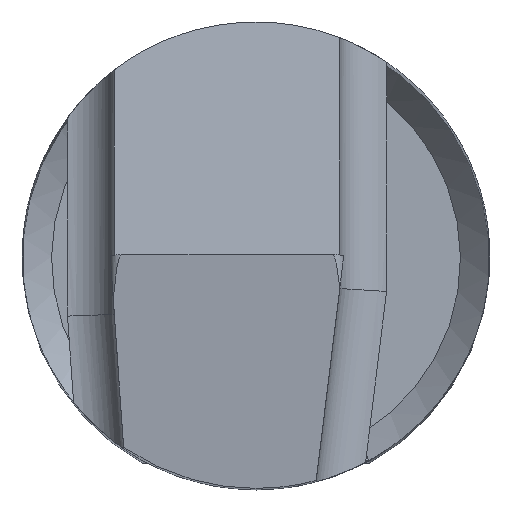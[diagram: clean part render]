
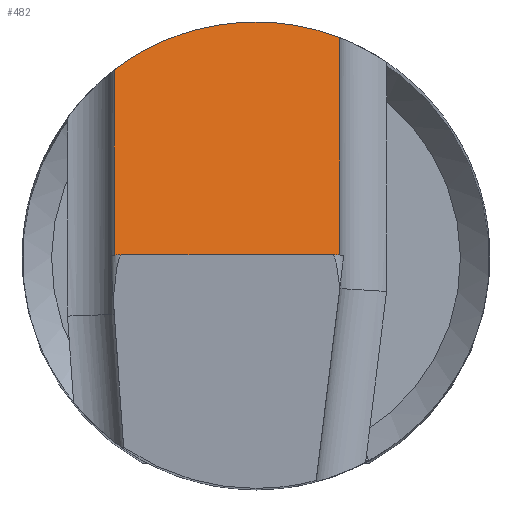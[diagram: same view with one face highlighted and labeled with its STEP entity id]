
A CAD part, top view. The second image highlights one B-rep face of the part: STEP entity #482.
In plain terms, the highlighted planar face has unit normal (0, 0.888, 0.46).
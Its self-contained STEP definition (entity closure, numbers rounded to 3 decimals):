
#190=EDGE_CURVE('NONE',#326,#440,#530,.T.);
#256=EDGE_CURVE('NONE',#368,#290,#602,.T.);
#280=VERTEX_POINT('NONE',#631);
#290=VERTEX_POINT('',#641);
#326=VERTEX_POINT('NONE',#679);
#352=EDGE_CURVE('NONE',#290,#440,#708,.T.);
#368=VERTEX_POINT('NONE',#726);
#436=EDGE_CURVE('NONE',#280,#326,#800,.T.);
#440=VERTEX_POINT('NONE',#804);
#482=ADVANCED_FACE('NONE',(#850),#851,.F.);
#502=EDGE_CURVE('NONE',#368,#280,#873,.T.);
#530=LINE('',#893,#894);
#602=(B_SPLINE_CURVE(3,(#1031,#1032,#1033,#1034),.UNSPECIFIED.,.F.,.F.)B_SPLINE_CURVE_WITH_KNOTS((4,4),(5.916,6.935),.UNSPECIFIED.)RATIONAL_B_SPLINE_CURVE((1.0,0.915,0.915,1.0))BOUNDED_CURVE()REPRESENTATION_ITEM('')GEOMETRIC_REPRESENTATION_ITEM()CURVE());
#631=CARTESIAN_POINT('',(1.435,-0.146,38.0));
#641=CARTESIAN_POINT('',(0.,4.,30.));
#679=CARTESIAN_POINT('',(-2.426,-0.146,38.0));
#708=(B_SPLINE_CURVE(3,(#1210,#1211,#1212,#1213),.UNSPECIFIED.,.F.,.F.)B_SPLINE_CURVE_WITH_KNOTS((4,4),(5.916,6.935),.UNSPECIFIED.)RATIONAL_B_SPLINE_CURVE((1.0,0.915,0.915,1.0))BOUNDED_CURVE()REPRESENTATION_ITEM('')GEOMETRIC_REPRESENTATION_ITEM()CURVE());
#726=CARTESIAN_POINT('',(1.435,3.734,30.514));
#800=LINE('',#1380,#1381);
#804=CARTESIAN_POINT('',(-2.426,3.18,31.582));
#850=FACE_OUTER_BOUND('',#1467,.T.);
#851=PLANE('',#1468);
#873=LINE('',#1509,#1510);
#893=CARTESIAN_POINT('',(-2.426,-3.699,44.857));
#894=VECTOR('',#1531,1000.0);
#1031=CARTESIAN_POINT('',(1.435,3.734,30.514));
#1032=CARTESIAN_POINT('',(0.109,4.243,29.531));
#1033=CARTESIAN_POINT('',(-1.297,4.042,29.919));
#1034=CARTESIAN_POINT('',(-2.426,3.18,31.582));
#1210=CARTESIAN_POINT('',(1.435,3.734,30.514));
#1211=CARTESIAN_POINT('',(0.109,4.243,29.531));
#1212=CARTESIAN_POINT('',(-1.297,4.042,29.919));
#1213=CARTESIAN_POINT('',(-2.426,3.18,31.582));
#1380=CARTESIAN_POINT('',(15.0,-0.146,38.0));
#1381=VECTOR('',#1812,1000.0);
#1467=EDGE_LOOP('',(#1862,#1863,#1864,#1865,#1866));
#1468=AXIS2_PLACEMENT_3D('',#1867,#1868,#1869);
#1509=CARTESIAN_POINT('',(1.435,-3.699,44.857));
#1510=VECTOR('',#1897,1000.0);
#1531=DIRECTION('',(0.0,0.46,-0.888));
#1812=DIRECTION('',(-1.0,0.0,0.0));
#1862=ORIENTED_EDGE('',*,*,#502,.F.);
#1863=ORIENTED_EDGE('',*,*,#256,.T.);
#1864=ORIENTED_EDGE('',*,*,#352,.T.);
#1865=ORIENTED_EDGE('',*,*,#190,.F.);
#1866=ORIENTED_EDGE('',*,*,#436,.F.);
#1867=CARTESIAN_POINT('',(15.0,15.409,7.986));
#1868=DIRECTION('',(0.0,-0.888,-0.46));
#1869=DIRECTION('',(1.0,0.0,0.0));
#1897=DIRECTION('',(-0.0,-0.46,0.888));
